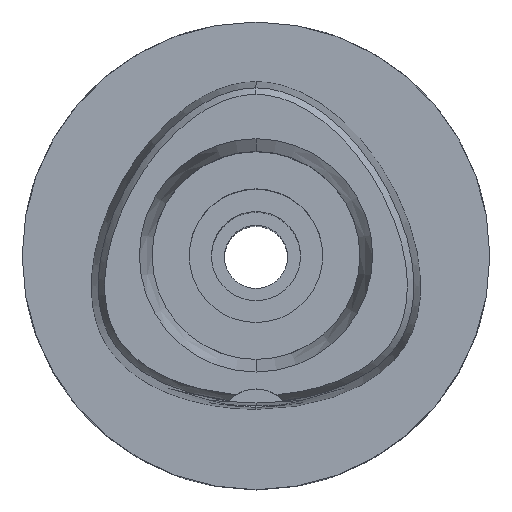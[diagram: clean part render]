
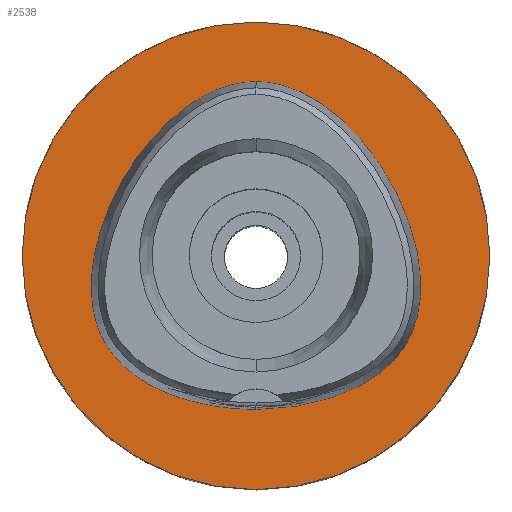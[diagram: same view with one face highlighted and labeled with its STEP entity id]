
A CAD part, top view. The second image highlights one B-rep face of the part: STEP entity #2538.
In plain terms, the highlighted planar face has unit normal (0, 0, 1).
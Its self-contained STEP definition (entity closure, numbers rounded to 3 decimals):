
#275=CARTESIAN_POINT('',(0.,0.,0.));
#276=DIRECTION('',(0.,0.,-1.));
#277=DIRECTION('',(0.,-1.,0.));
#278=AXIS2_PLACEMENT_3D('',#275,#276,#277);
#283=CARTESIAN_POINT('',(0.,0.,0.));
#284=DIRECTION('',(0.,0.,-1.));
#285=DIRECTION('',(0.,1.,0.));
#286=AXIS2_PLACEMENT_3D('',#283,#284,#285);
#291=CARTESIAN_POINT('',(0.,-20.675,0.));
#292=CARTESIAN_POINT('',(0.999,-20.675,0.));
#293=CARTESIAN_POINT('',(2.955,-20.592,
0.));
#294=CARTESIAN_POINT('',(5.793,-20.234,0.));
#295=CARTESIAN_POINT('',(8.44,-19.669,0.));
#296=CARTESIAN_POINT('',(10.826,-18.937,0.));
#297=CARTESIAN_POINT('',(12.922,-18.083,0.));
#298=CARTESIAN_POINT('',(14.732,-17.141,0.));
#299=CARTESIAN_POINT('',(16.281,-16.137,0.));
#300=CARTESIAN_POINT('',(17.585,-15.094,0.));
#301=CARTESIAN_POINT('',(18.683,-14.014,0.));
#302=CARTESIAN_POINT('',(19.597,-12.904,0.));
#303=CARTESIAN_POINT('',(20.361,-11.737,0.));
#304=CARTESIAN_POINT('',(20.983,-10.498,0.));
#305=CARTESIAN_POINT('',(21.485,-9.153,0.));
#306=CARTESIAN_POINT('',(21.867,-7.669,0.));
#307=CARTESIAN_POINT('',(22.117,-6.012,0.));
#308=CARTESIAN_POINT('',(22.211,-4.165,0.));
#309=CARTESIAN_POINT('',(22.119,-2.12,0.));
#310=CARTESIAN_POINT('',(21.807,0.127,0.));
#311=CARTESIAN_POINT('',(21.244,2.561,0.));
#312=CARTESIAN_POINT('',(20.404,5.143,0.));
#313=CARTESIAN_POINT('',(19.286,7.79,0.));
#314=CARTESIAN_POINT('',(17.908,10.414,0.));
#315=CARTESIAN_POINT('',(16.318,12.911,0.));
#316=CARTESIAN_POINT('',(14.58,15.191,0.));
#317=CARTESIAN_POINT('',(12.764,17.195,0.));
#318=CARTESIAN_POINT('',(10.94,18.884,0.));
#319=CARTESIAN_POINT('',(9.153,20.264,0.));
#320=CARTESIAN_POINT('',(7.435,21.354,0.));
#321=CARTESIAN_POINT('',(5.796,22.185,0.));
#322=CARTESIAN_POINT('',(4.238,22.79,0.));
#323=CARTESIAN_POINT('',(2.756,23.196,0.));
#324=CARTESIAN_POINT('',(1.346,23.426,
0.));
#325=CARTESIAN_POINT('',(0.442,23.475,
0.));
#326=CARTESIAN_POINT('',(0.,23.475,
0.));
#331=CARTESIAN_POINT('',(0.,23.475,
0.));
#332=CARTESIAN_POINT('',(-0.443,23.475,
0.));
#333=CARTESIAN_POINT('',(-1.348,23.426,
0.));
#334=CARTESIAN_POINT('',(-2.759,23.195,0.));
#335=CARTESIAN_POINT('',(-4.242,22.789,0.));
#336=CARTESIAN_POINT('',(-5.801,22.183,0.));
#337=CARTESIAN_POINT('',(-7.442,21.35,0.));
#338=CARTESIAN_POINT('',(-9.162,20.258,0.));
#339=CARTESIAN_POINT('',(-10.952,18.874,0.));
#340=CARTESIAN_POINT('',(-12.777,17.181,0.));
#341=CARTESIAN_POINT('',(-14.594,15.174,0.));
#342=CARTESIAN_POINT('',(-16.332,12.891,0.));
#343=CARTESIAN_POINT('',(-17.921,10.392,0.));
#344=CARTESIAN_POINT('',(-19.298,7.766,0.));
#345=CARTESIAN_POINT('',(-20.413,5.12,0.));
#346=CARTESIAN_POINT('',(-21.25,2.539,0.));
#347=CARTESIAN_POINT('',(-21.81,0.109,0.));
#348=CARTESIAN_POINT('',(-22.12,-2.137,0.));
#349=CARTESIAN_POINT('',(-22.211,-4.181,0.));
#350=CARTESIAN_POINT('',(-22.116,-6.023,0.));
#351=CARTESIAN_POINT('',(-21.864,-7.684,0.));
#352=CARTESIAN_POINT('',(-21.479,-9.172,0.));
#353=CARTESIAN_POINT('',(-20.975,-10.515,0.));
#354=CARTESIAN_POINT('',(-20.353,-11.749,0.));
#355=CARTESIAN_POINT('',(-19.602,-12.896,0.));
#356=CARTESIAN_POINT('',(-18.695,-14.001,0.));
#357=CARTESIAN_POINT('',(-17.608,-15.073,0.));
#358=CARTESIAN_POINT('',(-16.298,-16.125,0.));
#359=CARTESIAN_POINT('',(-14.753,-17.129,0.));
#360=CARTESIAN_POINT('',(-12.941,-18.074,0.));
#361=CARTESIAN_POINT('',(-10.844,-18.931,0.));
#362=CARTESIAN_POINT('',(-8.457,-19.665,0.));
#363=CARTESIAN_POINT('',(-5.804,-20.233,0.));
#364=CARTESIAN_POINT('',(-2.957,-20.592,
0.));
#365=CARTESIAN_POINT('',(-1.,-20.675,0.));
#366=CARTESIAN_POINT('',(0.,-20.675,0.));
#1662=VERTEX_POINT('',#331);
#1663=VERTEX_POINT('',#366);
#1668=CARTESIAN_POINT('',(0.,-31.5,0.));
#1669=CARTESIAN_POINT('',(0.,31.5,0.));
#1670=VERTEX_POINT('',#1668);
#1671=VERTEX_POINT('',#1669);
#2522=CARTESIAN_POINT('',(0.,0.,0.));
#2523=DIRECTION('',(0.,0.,-1.));
#2524=DIRECTION('',(0.,-1.,0.));
#2525=AXIS2_PLACEMENT_3D('',#2522,#2523,#2524);
#2526=PLANE('',#2525);
#2528=ORIENTED_EDGE('',*,*,#2527,.T.);
#2530=ORIENTED_EDGE('',*,*,#2529,.T.);
#2531=EDGE_LOOP('',(#2528,#2530));
#2532=FACE_OUTER_BOUND('',#2531,.F.);
#2534=ORIENTED_EDGE('',*,*,#2533,.T.);
#2535=ORIENTED_EDGE('',*,*,#2505,.T.);
#2536=EDGE_LOOP('',(#2534,#2535));
#2537=FACE_BOUND('',#2536,.F.);
#279=CIRCLE('',#278,31.5);
#287=CIRCLE('',#286,31.5);
#327=B_SPLINE_CURVE_WITH_KNOTS('',3,(#291,#292,#293,#294,#295,#296,#297,#298,
#299,#300,#301,#302,#303,#304,#305,#306,#307,#308,#309,#310,#311,#312,#313,#314,
#315,#316,#317,#318,#319,#320,#321,#322,#323,#324,#325,#326),.UNSPECIFIED.,.F.,
.F.,(4,1,1,1,1,1,1,1,1,1,1,1,1,1,1,1,1,1,1,1,1,1,1,1,1,1,1,1,1,1,1,1,1,4),(0.,
0.03,0.061,0.091,0.121,
0.152,0.182,0.212,0.242,
0.273,0.303,0.333,0.364,
0.394,0.424,0.455,0.485,
0.515,0.545,0.576,0.606,
0.636,0.667,0.697,0.727,
0.758,0.788,0.818,0.848,
0.879,0.909,0.939,0.97,1.),
.UNSPECIFIED.);
#367=B_SPLINE_CURVE_WITH_KNOTS('',3,(#331,#332,#333,#334,#335,#336,#337,#338,
#339,#340,#341,#342,#343,#344,#345,#346,#347,#348,#349,#350,#351,#352,#353,#354,
#355,#356,#357,#358,#359,#360,#361,#362,#363,#364,#365,#366),.UNSPECIFIED.,.F.,
.F.,(4,1,1,1,1,1,1,1,1,1,1,1,1,1,1,1,1,1,1,1,1,1,1,1,1,1,1,1,1,1,1,1,1,4),(0.,
0.03,0.061,0.091,0.121,
0.152,0.182,0.212,0.242,
0.273,0.303,0.333,0.364,
0.394,0.424,0.455,0.485,
0.515,0.545,0.576,0.606,
0.636,0.667,0.697,0.727,
0.758,0.788,0.818,0.848,
0.879,0.909,0.939,0.97,1.),
.UNSPECIFIED.);
#2505=EDGE_CURVE('',#1662,#1663,#367,.T.);
#2527=EDGE_CURVE('',#1670,#1671,#279,.T.);
#2529=EDGE_CURVE('',#1671,#1670,#287,.T.);
#2533=EDGE_CURVE('',#1663,#1662,#327,.T.);
#2538=ADVANCED_FACE('',(#2532,#2537),#2526,.F.);
